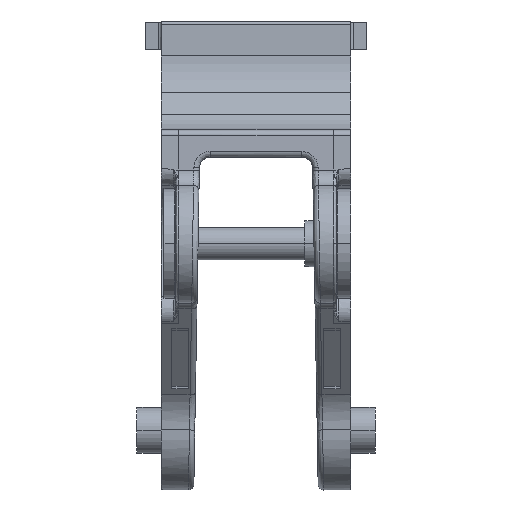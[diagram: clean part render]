
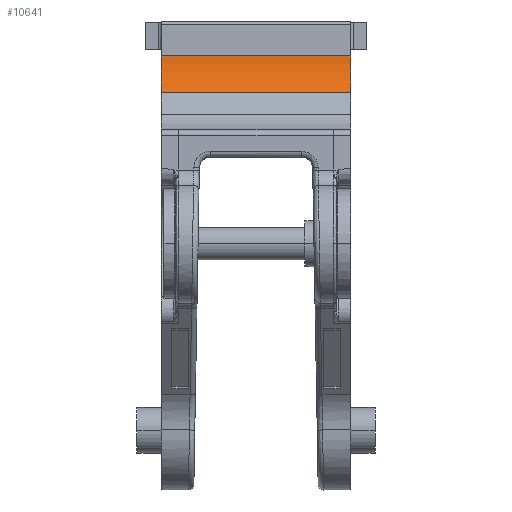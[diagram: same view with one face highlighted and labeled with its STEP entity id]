
A CAD part, top view. The second image highlights one B-rep face of the part: STEP entity #10641.
In plain terms, the highlighted cylindrical face has radius 10 mm (diameter 20 mm), a partial arc.
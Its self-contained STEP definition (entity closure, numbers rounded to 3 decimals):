
#9926 = VERTEX_POINT('',#9927);
#9927 = CARTESIAN_POINT('',(17.5,35.219,-4.867));
#9933 = EDGE_CURVE('',#9926,#9934,#9936,.T.);
#9934 = VERTEX_POINT('',#9935);
#9935 = CARTESIAN_POINT('',(17.5,28.41,-1.941));
#9936 = CIRCLE('',#9937,10.);
#9937 = AXIS2_PLACEMENT_3D('',#9938,#9939,#9940);
#9938 = CARTESIAN_POINT('',(17.5,35.481,5.13));
#9939 = DIRECTION('',(-1.,0.,0.));
#9940 = DIRECTION('',(0.,0.,1.));
#10621 = EDGE_CURVE('',#9934,#10622,#10624,.T.);
#10622 = VERTEX_POINT('',#10623);
#10623 = CARTESIAN_POINT('',(-17.5,28.41,-1.941));
#10624 = LINE('',#10625,#10626);
#10625 = CARTESIAN_POINT('',(17.5,28.41,-1.941));
#10626 = VECTOR('',#10627,1.);
#10627 = DIRECTION('',(-1.,0.,0.));
#10641 = ADVANCED_FACE('',(#10642),#10661,.F.);
#10642 = FACE_BOUND('',#10643,.F.);
#10643 = EDGE_LOOP('',(#10644,#10652,#10653,#10654));
#10644 = ORIENTED_EDGE('',*,*,#10645,.T.);
#10645 = EDGE_CURVE('',#10646,#9926,#10648,.T.);
#10646 = VERTEX_POINT('',#10647);
#10647 = CARTESIAN_POINT('',(-17.5,35.219,-4.867));
#10648 = LINE('',#10649,#10650);
#10649 = CARTESIAN_POINT('',(17.5,35.219,-4.867));
#10650 = VECTOR('',#10651,1.);
#10651 = DIRECTION('',(1.,0.,-0.));
#10652 = ORIENTED_EDGE('',*,*,#9933,.T.);
#10653 = ORIENTED_EDGE('',*,*,#10621,.T.);
#10654 = ORIENTED_EDGE('',*,*,#10655,.T.);
#10655 = EDGE_CURVE('',#10622,#10646,#10656,.T.);
#10656 = CIRCLE('',#10657,10.);
#10657 = AXIS2_PLACEMENT_3D('',#10658,#10659,#10660);
#10658 = CARTESIAN_POINT('',(-17.5,35.481,5.13));
#10659 = DIRECTION('',(1.,0.,-0.));
#10660 = DIRECTION('',(0.,0.,1.));
#10661 = CYLINDRICAL_SURFACE('',#10662,10.);
#10662 = AXIS2_PLACEMENT_3D('',#10663,#10664,#10665);
#10663 = CARTESIAN_POINT('',(17.5,35.481,5.13));
#10664 = DIRECTION('',(-1.,0.,0.));
#10665 = DIRECTION('',(0.,0.,1.));
